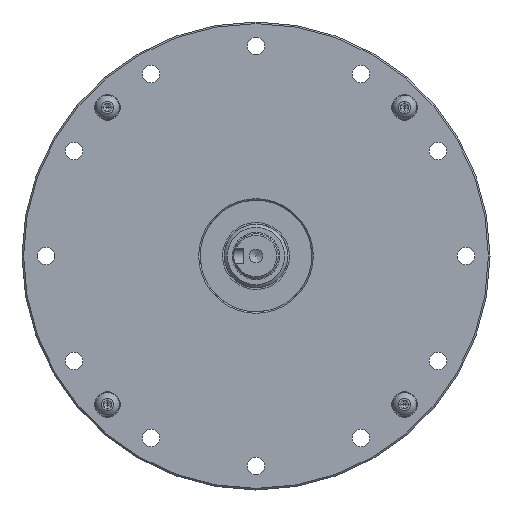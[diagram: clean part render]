
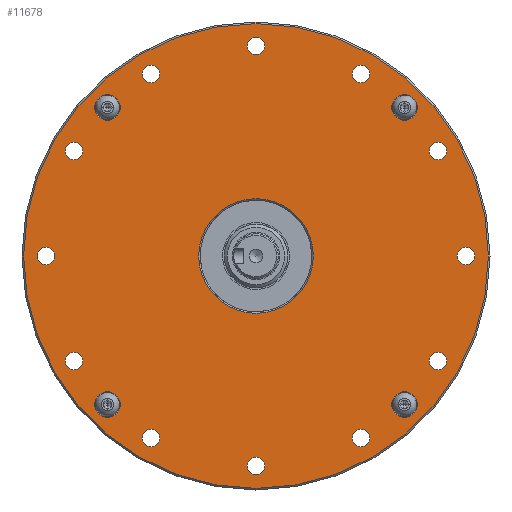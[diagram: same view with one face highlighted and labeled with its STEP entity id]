
A CAD part, left-side view. The second image highlights one B-rep face of the part: STEP entity #11678.
In plain terms, the highlighted planar face has unit normal (-1, 0, 0).
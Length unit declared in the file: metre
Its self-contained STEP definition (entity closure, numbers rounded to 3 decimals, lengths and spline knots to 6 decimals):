
#3597=ORIENTED_EDGE('',*,*,#5577,.F.);
#3598=ORIENTED_EDGE('',*,*,#5578,.F.);
#3599=ORIENTED_EDGE('',*,*,#5579,.F.);
#3600=ORIENTED_EDGE('',*,*,#5580,.F.);
#3601=ORIENTED_EDGE('',*,*,#5581,.T.);
#3602=ORIENTED_EDGE('',*,*,#5582,.F.);
#3603=ORIENTED_EDGE('',*,*,#5583,.F.);
#3604=ORIENTED_EDGE('',*,*,#5584,.F.);
#3605=ORIENTED_EDGE('',*,*,#5585,.F.);
#3606=ORIENTED_EDGE('',*,*,#5586,.F.);
#3607=ORIENTED_EDGE('',*,*,#5587,.F.);
#3608=ORIENTED_EDGE('',*,*,#5588,.F.);
#3609=ORIENTED_EDGE('',*,*,#5589,.F.);
#3610=ORIENTED_EDGE('',*,*,#5590,.F.);
#3611=ORIENTED_EDGE('',*,*,#5591,.F.);
#3612=ORIENTED_EDGE('',*,*,#5592,.F.);
#3613=ORIENTED_EDGE('',*,*,#5593,.F.);
#3614=ORIENTED_EDGE('',*,*,#5594,.F.);
#5577=EDGE_CURVE('',#6829,#6829,#7982,.T.);
#5578=EDGE_CURVE('',#6830,#6830,#7983,.T.);
#5579=EDGE_CURVE('',#6831,#6831,#7984,.T.);
#5580=EDGE_CURVE('',#6832,#6832,#7985,.T.);
#5581=EDGE_CURVE('',#6833,#6833,#7986,.T.);
#5582=EDGE_CURVE('',#6834,#6834,#7987,.T.);
#5583=EDGE_CURVE('',#6835,#6835,#7988,.T.);
#5584=EDGE_CURVE('',#6836,#6836,#7989,.T.);
#5585=EDGE_CURVE('',#6837,#6837,#7990,.T.);
#5586=EDGE_CURVE('',#6838,#6838,#7991,.T.);
#5587=EDGE_CURVE('',#6839,#6839,#7992,.T.);
#5588=EDGE_CURVE('',#6840,#6840,#7993,.T.);
#5589=EDGE_CURVE('',#6841,#6841,#7994,.T.);
#5590=EDGE_CURVE('',#6842,#6842,#7995,.T.);
#5591=EDGE_CURVE('',#6843,#6843,#7996,.T.);
#5592=EDGE_CURVE('',#6844,#6844,#7997,.T.);
#5593=EDGE_CURVE('',#6845,#6845,#7998,.T.);
#5594=EDGE_CURVE('',#6846,#6846,#7999,.T.);
#6829=VERTEX_POINT('',#20985);
#6830=VERTEX_POINT('',#20987);
#6831=VERTEX_POINT('',#20989);
#6832=VERTEX_POINT('',#20991);
#6833=VERTEX_POINT('',#20993);
#6834=VERTEX_POINT('',#20995);
#6835=VERTEX_POINT('',#20997);
#6836=VERTEX_POINT('',#20999);
#6837=VERTEX_POINT('',#21001);
#6838=VERTEX_POINT('',#21003);
#6839=VERTEX_POINT('',#21005);
#6840=VERTEX_POINT('',#21007);
#6841=VERTEX_POINT('',#21009);
#6842=VERTEX_POINT('',#21011);
#6843=VERTEX_POINT('',#21013);
#6844=VERTEX_POINT('',#21015);
#6845=VERTEX_POINT('',#21017);
#6846=VERTEX_POINT('',#21019);
#7982=CIRCLE('',#13533,0.00275);
#7983=CIRCLE('',#13534,0.00275);
#7984=CIRCLE('',#13535,0.00275);
#7985=CIRCLE('',#13536,0.073);
#7986=CIRCLE('',#13537,0.018);
#7987=CIRCLE('',#13538,0.00275);
#7988=CIRCLE('',#13539,0.00275);
#7989=CIRCLE('',#13540,0.00275);
#7990=CIRCLE('',#13541,0.00275);
#7991=CIRCLE('',#13542,0.00275);
#7992=CIRCLE('',#13543,0.00275);
#7993=CIRCLE('',#13544,0.00275);
#7994=CIRCLE('',#13545,0.00275);
#7995=CIRCLE('',#13546,0.00275);
#7996=CIRCLE('',#13547,0.004025);
#7997=CIRCLE('',#13548,0.004025);
#7998=CIRCLE('',#13549,0.004025);
#7999=CIRCLE('',#13550,0.004025);
#8972=EDGE_LOOP('',(#3597));
#8973=EDGE_LOOP('',(#3598));
#8974=EDGE_LOOP('',(#3599));
#8975=EDGE_LOOP('',(#3600));
#8976=EDGE_LOOP('',(#3601));
#8977=EDGE_LOOP('',(#3602));
#8978=EDGE_LOOP('',(#3603));
#8979=EDGE_LOOP('',(#3604));
#8980=EDGE_LOOP('',(#3605));
#8981=EDGE_LOOP('',(#3606));
#8982=EDGE_LOOP('',(#3607));
#8983=EDGE_LOOP('',(#3608));
#8984=EDGE_LOOP('',(#3609));
#8985=EDGE_LOOP('',(#3610));
#8986=EDGE_LOOP('',(#3611));
#8987=EDGE_LOOP('',(#3612));
#8988=EDGE_LOOP('',(#3613));
#8989=EDGE_LOOP('',(#3614));
#10355=FACE_BOUND('',#8972,.T.);
#10356=FACE_BOUND('',#8973,.T.);
#10357=FACE_BOUND('',#8974,.T.);
#10358=FACE_BOUND('',#8975,.T.);
#10359=FACE_BOUND('',#8976,.T.);
#10360=FACE_BOUND('',#8977,.T.);
#10361=FACE_BOUND('',#8978,.T.);
#10362=FACE_BOUND('',#8979,.T.);
#10363=FACE_BOUND('',#8980,.T.);
#10364=FACE_BOUND('',#8981,.T.);
#10365=FACE_BOUND('',#8982,.T.);
#10366=FACE_BOUND('',#8983,.T.);
#10367=FACE_BOUND('',#8984,.T.);
#10368=FACE_BOUND('',#8985,.T.);
#10369=FACE_BOUND('',#8986,.T.);
#10370=FACE_BOUND('',#8987,.T.);
#10371=FACE_BOUND('',#8988,.T.);
#10372=FACE_BOUND('',#8989,.T.);
#11223=PLANE('',#13532);
#11678=ADVANCED_FACE('',(#10355,#10356,#10357,#10358,#10359,#10360,#10361,
#10362,#10363,#10364,#10365,#10366,#10367,#10368,#10369,#10370,#10371,#10372),
#11223,.F.);
#13532=AXIS2_PLACEMENT_3D('',#20983,#16598,#16599);
#13533=AXIS2_PLACEMENT_3D('',#20984,#16600,#16601);
#13534=AXIS2_PLACEMENT_3D('',#20986,#16602,#16603);
#13535=AXIS2_PLACEMENT_3D('',#20988,#16604,#16605);
#13536=AXIS2_PLACEMENT_3D('',#20990,#16606,#16607);
#13537=AXIS2_PLACEMENT_3D('',#20992,#16608,#16609);
#13538=AXIS2_PLACEMENT_3D('',#20994,#16610,#16611);
#13539=AXIS2_PLACEMENT_3D('',#20996,#16612,#16613);
#13540=AXIS2_PLACEMENT_3D('',#20998,#16614,#16615);
#13541=AXIS2_PLACEMENT_3D('',#21000,#16616,#16617);
#13542=AXIS2_PLACEMENT_3D('',#21002,#16618,#16619);
#13543=AXIS2_PLACEMENT_3D('',#21004,#16620,#16621);
#13544=AXIS2_PLACEMENT_3D('',#21006,#16622,#16623);
#13545=AXIS2_PLACEMENT_3D('',#21008,#16624,#16625);
#13546=AXIS2_PLACEMENT_3D('',#21010,#16626,#16627);
#13547=AXIS2_PLACEMENT_3D('',#21012,#16628,#16629);
#13548=AXIS2_PLACEMENT_3D('',#21014,#16630,#16631);
#13549=AXIS2_PLACEMENT_3D('',#21016,#16632,#16633);
#13550=AXIS2_PLACEMENT_3D('',#21018,#16634,#16635);
#16598=DIRECTION('',(1.,0.,0.));
#16599=DIRECTION('',(0.,0.,-1.));
#16600=DIRECTION('',(-1.,0.,0.));
#16601=DIRECTION('',(0.,0.,1.));
#16602=DIRECTION('',(-1.,0.,0.));
#16603=DIRECTION('',(0.,0.,1.));
#16604=DIRECTION('',(-1.,0.,0.));
#16605=DIRECTION('',(0.,0.,1.));
#16606=DIRECTION('',(1.,0.,0.));
#16607=DIRECTION('',(0.,0.,-1.));
#16608=DIRECTION('',(1.,0.,0.));
#16609=DIRECTION('',(0.,0.,-1.));
#16610=DIRECTION('',(-1.,0.,0.));
#16611=DIRECTION('',(0.,0.,1.));
#16612=DIRECTION('',(-1.,0.,0.));
#16613=DIRECTION('',(0.,0.,1.));
#16614=DIRECTION('',(-1.,0.,0.));
#16615=DIRECTION('',(0.,0.,1.));
#16616=DIRECTION('',(-1.,0.,0.));
#16617=DIRECTION('',(0.,0.,1.));
#16618=DIRECTION('',(-1.,0.,0.));
#16619=DIRECTION('',(0.,0.,1.));
#16620=DIRECTION('',(-1.,0.,0.));
#16621=DIRECTION('',(0.,0.,1.));
#16622=DIRECTION('',(-1.,0.,0.));
#16623=DIRECTION('',(0.,0.,1.));
#16624=DIRECTION('',(-1.,0.,0.));
#16625=DIRECTION('',(0.,0.,1.));
#16626=DIRECTION('',(-1.,0.,0.));
#16627=DIRECTION('',(0.,0.,1.));
#16628=DIRECTION('',(-1.,0.,0.));
#16629=DIRECTION('',(0.,0.,1.));
#16630=DIRECTION('',(-1.,0.,0.));
#16631=DIRECTION('',(0.,0.,1.));
#16632=DIRECTION('',(-1.,0.,0.));
#16633=DIRECTION('',(0.,0.,1.));
#16634=DIRECTION('',(-1.,0.,0.));
#16635=DIRECTION('',(0.,0.,1.));
#20983=CARTESIAN_POINT('',(0.,0.018,0.));
#20984=CARTESIAN_POINT('',(0.,0.033,0.057158));
#20985=CARTESIAN_POINT('',(0.,0.033,0.059908));
#20986=CARTESIAN_POINT('',(0.,0.057158,0.033));
#20987=CARTESIAN_POINT('',(0.,0.057158,0.03575));
#20988=CARTESIAN_POINT('',(0.,0.066,0.));
#20989=CARTESIAN_POINT('',(0.,0.066,0.00275));
#20990=CARTESIAN_POINT('',(0.,0.,0.));
#20991=CARTESIAN_POINT('',(0.,0.,-0.073));
#20992=CARTESIAN_POINT('',(0.,0.,0.));
#20993=CARTESIAN_POINT('',(0.,0.,-0.018));
#20994=CARTESIAN_POINT('',(0.,0.,
0.066));
#20995=CARTESIAN_POINT('',(0.,0.,
0.06875));
#20996=CARTESIAN_POINT('',(0.,-0.033,0.057158));
#20997=CARTESIAN_POINT('',(0.,-0.033,0.059908));
#20998=CARTESIAN_POINT('',(0.,-0.057158,0.033));
#20999=CARTESIAN_POINT('',(0.,-0.057158,0.03575));
#21000=CARTESIAN_POINT('',(0.,-0.066,0.));
#21001=CARTESIAN_POINT('',(0.,-0.066,0.00275));
#21002=CARTESIAN_POINT('',(0.,-0.057158,-0.033));
#21003=CARTESIAN_POINT('',(0.,-0.057158,-0.03025));
#21004=CARTESIAN_POINT('',(0.,-0.033,-0.057158));
#21005=CARTESIAN_POINT('',(0.,-0.033,-0.054408));
#21006=CARTESIAN_POINT('',(0.,0.,-0.066));
#21007=CARTESIAN_POINT('',(0.,0.,-0.06325));
#21008=CARTESIAN_POINT('',(0.,0.033,-0.057158));
#21009=CARTESIAN_POINT('',(0.,0.033,-0.054408));
#21010=CARTESIAN_POINT('',(0.,0.057158,-0.033));
#21011=CARTESIAN_POINT('',(0.,0.057158,-0.03025));
#21012=CARTESIAN_POINT('',(0.,0.063751,0.017082));
#21013=CARTESIAN_POINT('',(0.,0.063751,0.021107));
#21014=CARTESIAN_POINT('',(0.,-0.017082,0.063751));
#21015=CARTESIAN_POINT('',(0.,-0.017082,0.067776));
#21016=CARTESIAN_POINT('',(0.,-0.063751,-0.017082));
#21017=CARTESIAN_POINT('',(0.,-0.063751,-0.013057));
#21018=CARTESIAN_POINT('',(0.,0.017082,-0.063751));
#21019=CARTESIAN_POINT('',(0.,0.017082,-0.059726));
